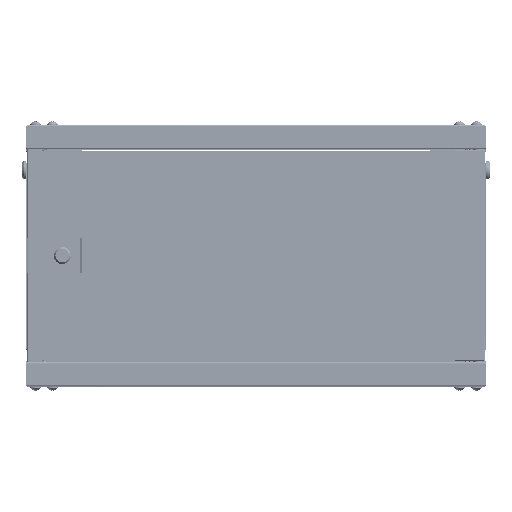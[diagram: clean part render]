
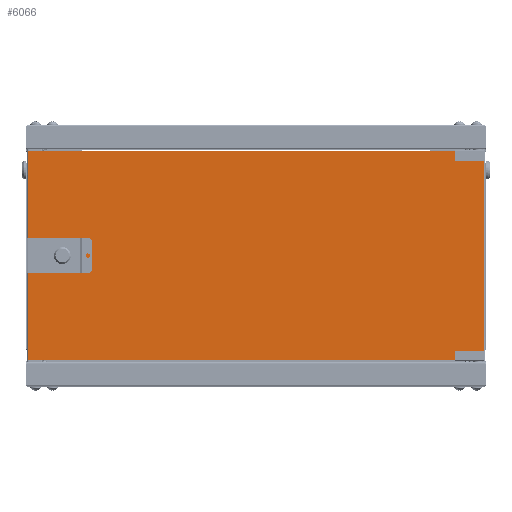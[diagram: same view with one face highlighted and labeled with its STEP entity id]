
A CAD part, top view. The second image highlights one B-rep face of the part: STEP entity #6066.
In plain terms, the highlighted planar face has unit normal (0, 0, 1).
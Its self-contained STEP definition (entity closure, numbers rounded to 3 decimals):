
#2855 = DIRECTION ( 'NONE',  ( -1., 0., 0. ) ) ;
#5810 = CARTESIAN_POINT ( 'NONE',  ( -253., 0., 4. ) ) ;
#5819 = EDGE_LOOP ( 'NONE', ( #48531, #67457, #41317, #26470 ) ) ;
#6066 = ADVANCED_FACE ( 'NONE', ( #35279, #40465 ), #50178, .F. ) ;
#6077 = VERTEX_POINT ( 'NONE', #39456 ) ;
#6715 = CARTESIAN_POINT ( 'NONE',  ( 298., 136.5, 4. ) ) ;
#7052 = EDGE_LOOP ( 'NONE', ( #33452, #10425 ) ) ;
#7069 = CARTESIAN_POINT ( 'NONE',  ( -298., 136.5, 4. ) ) ;
#8809 = EDGE_CURVE ( 'NONE', #52017, #12404, #64515, .T. ) ;
#10425 = ORIENTED_EDGE ( 'NONE', *, *, #52691, .F. ) ;
#10549 = CIRCLE ( 'NONE', #19363, 10. ) ;
#12404 = VERTEX_POINT ( 'NONE', #42604 ) ;
#12943 = LINE ( 'NONE', #7069, #49092 ) ;
#13593 = VERTEX_POINT ( 'NONE', #57156 ) ;
#13883 = CARTESIAN_POINT ( 'NONE',  ( 298., 136.5, 4. ) ) ;
#13919 = VERTEX_POINT ( 'NONE', #50865 ) ;
#16586 = AXIS2_PLACEMENT_3D ( 'NONE', #23933, #61562, #2855 ) ;
#17487 = LINE ( 'NONE', #22337, #68267 ) ;
#19363 = AXIS2_PLACEMENT_3D ( 'NONE', #45210, #65281, #35182 ) ;
#22337 = CARTESIAN_POINT ( 'NONE',  ( 298., -136.5, 4. ) ) ;
#23303 = DIRECTION ( 'NONE',  ( 0., 0., 1. ) ) ;
#23933 = CARTESIAN_POINT ( 'NONE',  ( 0., 0., 4. ) ) ;
#26470 = ORIENTED_EDGE ( 'NONE', *, *, #8809, .T. ) ;
#27372 = VECTOR ( 'NONE', #27802, 1000. ) ;
#27802 = DIRECTION ( 'NONE',  ( 0., 1., 0. ) ) ;
#28224 = DIRECTION ( 'NONE',  ( 1., 0., 0. ) ) ;
#28479 = AXIS2_PLACEMENT_3D ( 'NONE', #5810, #23303, #65456 ) ;
#31440 = EDGE_CURVE ( 'NONE', #6077, #52017, #54019, .T. ) ;
#33394 = DIRECTION ( 'NONE',  ( -1., 0., 0. ) ) ;
#33452 = ORIENTED_EDGE ( 'NONE', *, *, #39425, .F. ) ;
#35182 = DIRECTION ( 'NONE',  ( 1., 0., 0. ) ) ;
#35279 = FACE_BOUND ( 'NONE', #7052, .T. ) ;
#38241 = CARTESIAN_POINT ( 'NONE',  ( 298., 136.5, 4. ) ) ;
#39425 = EDGE_CURVE ( 'NONE', #13919, #13593, #10549, .T. ) ;
#39456 = CARTESIAN_POINT ( 'NONE',  ( 298., -136.5, 4. ) ) ;
#40465 = FACE_OUTER_BOUND ( 'NONE', #5819, .T. ) ;
#41317 = ORIENTED_EDGE ( 'NONE', *, *, #31440, .T. ) ;
#42604 = CARTESIAN_POINT ( 'NONE',  ( -298., 136.5, 4. ) ) ;
#45210 = CARTESIAN_POINT ( 'NONE',  ( -253., 0., 4. ) ) ;
#47761 = CARTESIAN_POINT ( 'NONE',  ( -298., -136.5, 4. ) ) ;
#48531 = ORIENTED_EDGE ( 'NONE', *, *, #56626, .T. ) ;
#49092 = VECTOR ( 'NONE', #50234, 1000. ) ;
#50178 = PLANE ( 'NONE',  #16586 ) ;
#50234 = DIRECTION ( 'NONE',  ( 0., -1., 0. ) ) ;
#50865 = CARTESIAN_POINT ( 'NONE',  ( -243., 0., 4. ) ) ;
#52017 = VERTEX_POINT ( 'NONE', #13883 ) ;
#52691 = EDGE_CURVE ( 'NONE', #13593, #13919, #58226, .T. ) ;
#54019 = LINE ( 'NONE', #6715, #27372 ) ;
#56626 = EDGE_CURVE ( 'NONE', #12404, #58232, #12943, .T. ) ;
#57156 = CARTESIAN_POINT ( 'NONE',  ( -263., 0., 4. ) ) ;
#58226 = CIRCLE ( 'NONE', #28479, 10. ) ;
#58232 = VERTEX_POINT ( 'NONE', #47761 ) ;
#61562 = DIRECTION ( 'NONE',  ( 0., 0., -1. ) ) ;
#62609 = EDGE_CURVE ( 'NONE', #58232, #6077, #17487, .T. ) ;
#64515 = LINE ( 'NONE', #38241, #66543 ) ;
#65281 = DIRECTION ( 'NONE',  ( 0., 0., 1. ) ) ;
#65456 = DIRECTION ( 'NONE',  ( 1., 0., 0. ) ) ;
#66543 = VECTOR ( 'NONE', #33394, 1000. ) ;
#67457 = ORIENTED_EDGE ( 'NONE', *, *, #62609, .T. ) ;
#68267 = VECTOR ( 'NONE', #28224, 1000. ) ;
